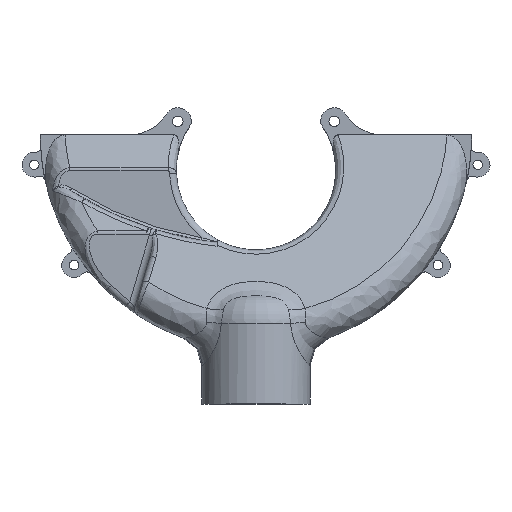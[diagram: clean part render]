
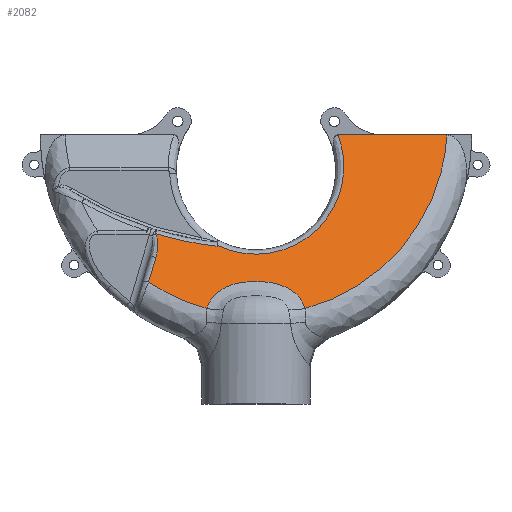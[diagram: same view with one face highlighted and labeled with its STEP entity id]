
A CAD part, top view. The second image highlights one B-rep face of the part: STEP entity #2082.
In plain terms, the highlighted planar face has unit normal (0, 0.457, 0.889).
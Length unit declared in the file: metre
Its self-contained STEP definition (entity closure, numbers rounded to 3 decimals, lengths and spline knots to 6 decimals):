
#123=B_SPLINE_CURVE_WITH_KNOTS('',3,(#4339,#4340,#4341,#4342,#4343,#4344,
#4345,#4346,#4347,#4348,#4349,#4350,#4351,#4352,#4353),.UNSPECIFIED.,.F.,
 .F.,(4,1,1,1,1,1,1,1,1,1,1,1,4),(0.,0.002874,0.005749,
0.008623,0.011498,0.017246,0.022995,
0.028744,0.031618,0.034493,0.040241,
0.043116,0.04599),.UNSPECIFIED.);
#167=ELLIPSE('',#2294,0.011404,0.005);
#173=ELLIPSE('',#2318,0.036439,0.032406);
#175=ELLIPSE('',#2320,0.146179,0.13);
#177=ELLIPSE('',#2324,0.079321,0.070542);
#178=ELLIPSE('',#2325,0.079321,0.070542);
#209=PLANE('',#2323);
#249=LINE('',#3440,#320);
#275=LINE('',#4014,#346);
#282=LINE('',#4220,#353);
#320=VECTOR('',#2582,1.);
#346=VECTOR('',#2756,1.);
#353=VECTOR('',#2795,1.);
#765=ORIENTED_EDGE('',*,*,#1234,.T.);
#766=ORIENTED_EDGE('',*,*,#1235,.T.);
#767=ORIENTED_EDGE('',*,*,#1236,.T.);
#768=ORIENTED_EDGE('',*,*,#1102,.F.);
#769=ORIENTED_EDGE('',*,*,#1229,.T.);
#770=ORIENTED_EDGE('',*,*,#1224,.T.);
#771=ORIENTED_EDGE('',*,*,#1232,.T.);
#772=ORIENTED_EDGE('',*,*,#1192,.T.);
#773=ORIENTED_EDGE('',*,*,#1197,.T.);
#1102=EDGE_CURVE('',#1409,#1357,#249,.T.);
#1192=EDGE_CURVE('',#1462,#1465,#167,.F.);
#1197=EDGE_CURVE('',#1465,#1468,#275,.T.);
#1224=EDGE_CURVE('',#1480,#1479,#282,.T.);
#1229=EDGE_CURVE('',#1409,#1480,#173,.F.);
#1232=EDGE_CURVE('',#1479,#1462,#175,.F.);
#1234=EDGE_CURVE('',#1468,#1481,#177,.T.);
#1235=EDGE_CURVE('',#1481,#1482,#123,.T.);
#1236=EDGE_CURVE('',#1482,#1357,#178,.T.);
#1357=VERTEX_POINT('',#3053);
#1409=VERTEX_POINT('',#3439);
#1462=VERTEX_POINT('',#3959);
#1465=VERTEX_POINT('',#3985);
#1468=VERTEX_POINT('',#4013);
#1479=VERTEX_POINT('',#4219);
#1480=VERTEX_POINT('',#4221);
#1481=VERTEX_POINT('',#4338);
#1482=VERTEX_POINT('',#4354);
#1753=EDGE_LOOP('',(#765,#766,#767,#768,#769,#770,#771,#772,#773));
#1907=FACE_BOUND('',#1753,.T.);
#2082=ADVANCED_FACE('',(#1907),#209,.T.);
#2294=AXIS2_PLACEMENT_3D('',#3986,#2746,#2747);
#2318=AXIS2_PLACEMENT_3D('',#4283,#2802,#2803);
#2320=AXIS2_PLACEMENT_3D('',#4321,#2806,#2807);
#2323=AXIS2_PLACEMENT_3D('',#4336,#2812,#2813);
#2324=AXIS2_PLACEMENT_3D('',#4337,#2814,#2815);
#2325=AXIS2_PLACEMENT_3D('',#4355,#2816,#2817);
#2582=DIRECTION('',(1.,0.,0.));
#2746=DIRECTION('',(0.,0.457,0.889));
#2747=DIRECTION('',(-0.316,-0.844,0.434));
#2756=DIRECTION('',(-0.255,-0.86,0.442));
#2795=DIRECTION('',(-0.099,-0.885,0.455));
#2802=DIRECTION('',(0.,0.457,0.889));
#2803=DIRECTION('',(0.,0.889,-0.457));
#2806=DIRECTION('',(0.,0.457,0.889));
#2807=DIRECTION('',(0.,-0.889,0.457));
#2812=DIRECTION('',(0.,0.457,0.889));
#2813=DIRECTION('',(0.,-0.889,0.457));
#2814=DIRECTION('',(0.,0.457,0.889));
#2815=DIRECTION('',(0.,0.889,-0.457));
#2816=DIRECTION('',(0.,0.457,0.889));
#2817=DIRECTION('',(0.,0.889,-0.457));
#3053=CARTESIAN_POINT('',(0.070422,0.,0.004));
#3439=CARTESIAN_POINT('',(0.030248,0.,0.004));
#3440=CARTESIAN_POINT('',(0.052959,0.,0.004));
#3959=CARTESIAN_POINT('',(-0.037231,-0.036411,0.022723));
#3985=CARTESIAN_POINT('',(-0.036881,-0.045164,0.027223));
#3986=CARTESIAN_POINT('',(-0.042095,-0.045164,0.027223));
#4013=CARTESIAN_POINT('',(-0.03958,-0.054276,0.031909));
#4014=CARTESIAN_POINT('',(-0.045667,-0.074826,0.042475));
#4219=CARTESIAN_POINT('',(-0.014369,-0.04106,0.025113));
#4220=CARTESIAN_POINT('',(-0.016009,-0.055681,0.032631));
#4221=CARTESIAN_POINT('',(-0.014328,-0.040695,0.024925));
#4283=CARTESIAN_POINT('',(0.,-0.011628,0.009979));
#4321=CARTESIAN_POINT('',(0.,0.088143,-0.041323));
#4336=CARTESIAN_POINT('',(-0.195297,-0.039771,0.02445));
#4337=CARTESIAN_POINT('',(0.,0.004116,0.001884));
#4338=CARTESIAN_POINT('',(-0.018049,-0.064078,0.036949));
#4339=CARTESIAN_POINT('',(-0.018049,-0.064078,0.036949));
#4340=CARTESIAN_POINT('',(-0.01784,-0.063231,0.036513));
#4341=CARTESIAN_POINT('',(-0.017218,-0.06162,0.035685));
#4342=CARTESIAN_POINT('',(-0.015653,-0.059406,0.034546));
#4343=CARTESIAN_POINT('',(-0.013626,-0.0576,0.033617));
#4344=CARTESIAN_POINT('',(-0.010369,-0.055687,0.032634));
#4345=CARTESIAN_POINT('',(-0.005722,-0.05436,0.031952));
#4346=CARTESIAN_POINT('',(-0.000031,-0.05394,0.031736));
#4347=CARTESIAN_POINT('',(0.004804,-0.054296,0.031919));
#4348=CARTESIAN_POINT('',(0.008506,-0.055154,0.03236));
#4349=CARTESIAN_POINT('',(0.012084,-0.056507,0.033056));
#4350=CARTESIAN_POINT('',(0.015143,-0.058678,0.034172));
#4351=CARTESIAN_POINT('',(0.017218,-0.061621,0.035685));
#4352=CARTESIAN_POINT('',(0.01784,-0.063233,0.036514));
#4353=CARTESIAN_POINT('',(0.018049,-0.064078,0.036949));
#4354=CARTESIAN_POINT('',(0.018049,-0.064078,0.036949));
#4355=CARTESIAN_POINT('',(0.,0.004116,0.001884));
